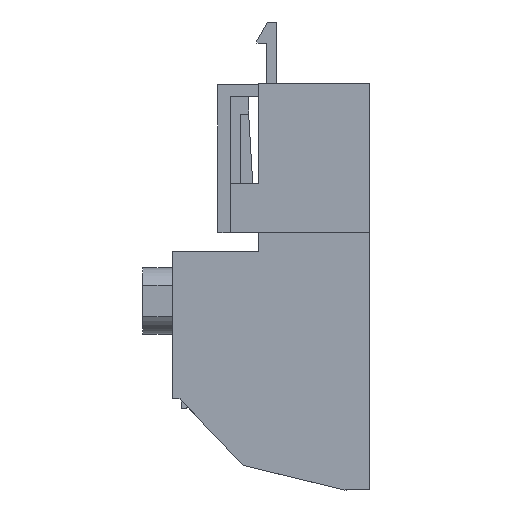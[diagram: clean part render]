
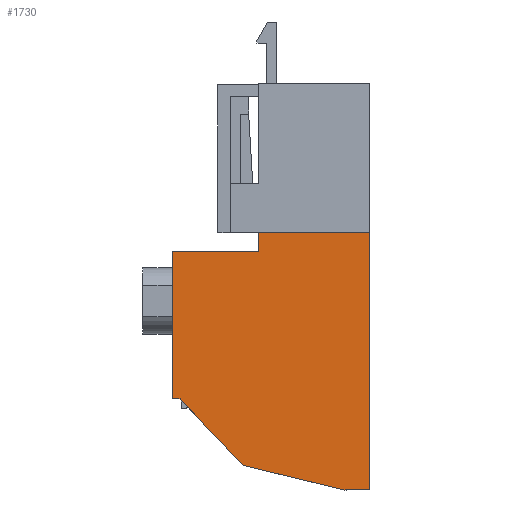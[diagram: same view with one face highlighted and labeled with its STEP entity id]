
A CAD part, left-side view. The second image highlights one B-rep face of the part: STEP entity #1730.
In plain terms, the highlighted planar face has unit normal (-1, 0, 0).
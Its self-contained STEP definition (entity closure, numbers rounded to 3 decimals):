
#1661=AXIS2_PLACEMENT_3D('Plane Axis2P3D',#1658,#1659,#1660) ;
#180=CARTESIAN_POINT('Vertex',(7.62,0.,0.)) ;
#183=CARTESIAN_POINT('Line Origine',(7.62,1.25,0.)) ;
#187=CARTESIAN_POINT('Vertex',(7.62,2.5,0.)) ;
#508=CARTESIAN_POINT('Line Origine',(7.62,7.675,1.25)) ;
#512=CARTESIAN_POINT('Vertex',(7.62,12.85,2.5)) ;
#795=CARTESIAN_POINT('Vertex',(7.62,0.,27.93)) ;
#798=CARTESIAN_POINT('Line Origine',(7.62,0.,13.965)) ;
#1658=CARTESIAN_POINT('Axis2P3D Location',(7.62,0.,41.45)) ;
#1663=CARTESIAN_POINT('Line Origine',(7.62,5.625,27.93)) ;
#1667=CARTESIAN_POINT('Vertex',(7.62,11.25,27.93)) ;
#1670=CARTESIAN_POINT('Line Origine',(7.62,11.25,34.69)) ;
#1674=CARTESIAN_POINT('Vertex',(7.62,11.25,41.45)) ;
#1677=CARTESIAN_POINT('Line Origine',(7.62,11.275,41.45)) ;
#1681=CARTESIAN_POINT('Vertex',(7.62,11.3,41.45)) ;
#1684=CARTESIAN_POINT('Line Origine',(7.62,11.3,32.875)) ;
#1688=CARTESIAN_POINT('Vertex',(7.62,11.3,24.3)) ;
#1691=CARTESIAN_POINT('Line Origine',(7.62,15.7,24.3)) ;
#1695=CARTESIAN_POINT('Vertex',(7.62,20.1,24.3)) ;
#1698=CARTESIAN_POINT('Line Origine',(7.62,20.1,16.8)) ;
#1702=CARTESIAN_POINT('Vertex',(7.62,20.1,9.3)) ;
#1705=CARTESIAN_POINT('Line Origine',(7.62,19.7,9.3)) ;
#1709=CARTESIAN_POINT('Vertex',(7.62,19.3,9.3)) ;
#1712=CARTESIAN_POINT('Line Origine',(7.62,16.075,5.9)) ;
#184=DIRECTION('Vector Direction',(0.,-1.,0.)) ;
#509=DIRECTION('Vector Direction',(0.,-0.972,-0.235)) ;
#799=DIRECTION('Vector Direction',(0.,0.,-1.)) ;
#1659=DIRECTION('Axis2P3D Direction',(1.,0.,0.)) ;
#1660=DIRECTION('Axis2P3D XDirection',(0.,0.,-1.)) ;
#1664=DIRECTION('Vector Direction',(0.,-1.,0.)) ;
#1671=DIRECTION('Vector Direction',(0.,0.,-1.)) ;
#1678=DIRECTION('Vector Direction',(0.,-1.,0.)) ;
#1685=DIRECTION('Vector Direction',(0.,0.,-1.)) ;
#1692=DIRECTION('Vector Direction',(0.,-1.,0.)) ;
#1699=DIRECTION('Vector Direction',(0.,0.,-1.)) ;
#1706=DIRECTION('Vector Direction',(0.,-1.,0.)) ;
#1713=DIRECTION('Vector Direction',(0.,-0.688,-0.726)) ;
#185=VECTOR('Line Direction',#184,1.) ;
#510=VECTOR('Line Direction',#509,1.) ;
#800=VECTOR('Line Direction',#799,1.) ;
#1665=VECTOR('Line Direction',#1664,1.) ;
#1672=VECTOR('Line Direction',#1671,1.) ;
#1679=VECTOR('Line Direction',#1678,1.) ;
#1686=VECTOR('Line Direction',#1685,1.) ;
#1693=VECTOR('Line Direction',#1692,1.) ;
#1700=VECTOR('Line Direction',#1699,1.) ;
#1707=VECTOR('Line Direction',#1706,1.) ;
#1714=VECTOR('Line Direction',#1713,1.) ;
#1718=ORIENTED_EDGE('',*,*,#1669,.F.) ;
#1719=ORIENTED_EDGE('',*,*,#1676,.F.) ;
#1720=ORIENTED_EDGE('',*,*,#1683,.F.) ;
#1721=ORIENTED_EDGE('',*,*,#1690,.T.) ;
#1722=ORIENTED_EDGE('',*,*,#1697,.F.) ;
#1723=ORIENTED_EDGE('',*,*,#1704,.F.) ;
#1724=ORIENTED_EDGE('',*,*,#1711,.F.) ;
#1725=ORIENTED_EDGE('',*,*,#1716,.F.) ;
#1726=ORIENTED_EDGE('',*,*,#514,.F.) ;
#1727=ORIENTED_EDGE('',*,*,#189,.F.) ;
#1728=ORIENTED_EDGE('',*,*,#802,.F.) ;
#1730=ADVANCED_FACE('HOUSING',(#1729),#1662,.F.) ;
#189=EDGE_CURVE('',#181,#188,#186,.F.) ;
#514=EDGE_CURVE('',#188,#513,#511,.F.) ;
#802=EDGE_CURVE('',#796,#181,#801,.T.) ;
#1669=EDGE_CURVE('',#1668,#796,#1666,.T.) ;
#1676=EDGE_CURVE('',#1675,#1668,#1673,.T.) ;
#1683=EDGE_CURVE('',#1682,#1675,#1680,.T.) ;
#1690=EDGE_CURVE('',#1682,#1689,#1687,.T.) ;
#1697=EDGE_CURVE('',#1696,#1689,#1694,.T.) ;
#1704=EDGE_CURVE('',#1703,#1696,#1701,.F.) ;
#1711=EDGE_CURVE('',#1710,#1703,#1708,.F.) ;
#1716=EDGE_CURVE('',#513,#1710,#1715,.F.) ;
#1717=EDGE_LOOP('',(#1718,#1719,#1720,#1721,#1722,#1723,#1724,#1725,#1726,#1727,#1728)) ;
#1729=FACE_OUTER_BOUND('',#1717,.T.) ;
#186=LINE('Line',#183,#185) ;
#511=LINE('Line',#508,#510) ;
#801=LINE('Line',#798,#800) ;
#1666=LINE('Line',#1663,#1665) ;
#1673=LINE('Line',#1670,#1672) ;
#1680=LINE('Line',#1677,#1679) ;
#1687=LINE('Line',#1684,#1686) ;
#1694=LINE('Line',#1691,#1693) ;
#1701=LINE('Line',#1698,#1700) ;
#1708=LINE('Line',#1705,#1707) ;
#1715=LINE('Line',#1712,#1714) ;
#1662=PLANE('',#1661) ;
#181=VERTEX_POINT('',#180) ;
#188=VERTEX_POINT('',#187) ;
#513=VERTEX_POINT('',#512) ;
#796=VERTEX_POINT('',#795) ;
#1668=VERTEX_POINT('',#1667) ;
#1675=VERTEX_POINT('',#1674) ;
#1682=VERTEX_POINT('',#1681) ;
#1689=VERTEX_POINT('',#1688) ;
#1696=VERTEX_POINT('',#1695) ;
#1703=VERTEX_POINT('',#1702) ;
#1710=VERTEX_POINT('',#1709) ;
